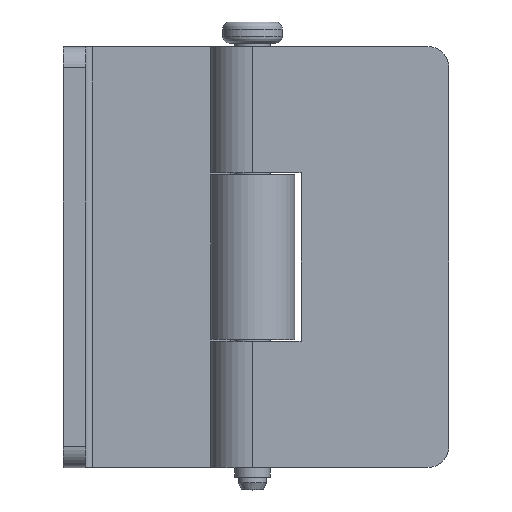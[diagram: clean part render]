
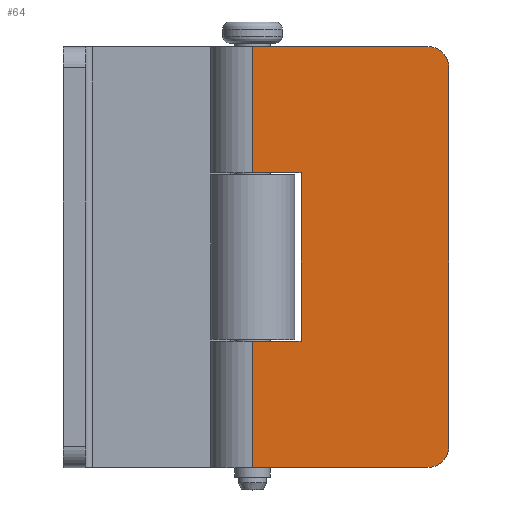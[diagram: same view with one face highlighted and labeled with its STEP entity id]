
A CAD part, top view. The second image highlights one B-rep face of the part: STEP entity #64.
In plain terms, the highlighted planar face has unit normal (0, 0, 1).
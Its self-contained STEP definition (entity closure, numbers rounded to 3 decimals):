
#64=ADVANCED_FACE('',(#140),#1149,.T.);
#140=FACE_OUTER_BOUND('',#216,.T.);
#216=EDGE_LOOP('',(#412,#413,#414,#415,#416,#417,#418,#419,#420,#421));
#412=ORIENTED_EDGE('',*,*,#672,.F.);
#413=ORIENTED_EDGE('',*,*,#700,.F.);
#414=ORIENTED_EDGE('',*,*,#689,.T.);
#415=ORIENTED_EDGE('',*,*,#690,.T.);
#416=ORIENTED_EDGE('',*,*,#688,.T.);
#417=ORIENTED_EDGE('',*,*,#673,.F.);
#418=ORIENTED_EDGE('',*,*,#670,.T.);
#419=ORIENTED_EDGE('',*,*,#708,.T.);
#420=ORIENTED_EDGE('',*,*,#671,.T.);
#421=ORIENTED_EDGE('',*,*,#710,.T.);
#670=EDGE_CURVE('',#1044,#1064,#968,.T.);
#671=EDGE_CURVE('',#1066,#1065,#969,.T.);
#672=EDGE_CURVE('',#1045,#1067,#970,.T.);
#673=EDGE_CURVE('',#1044,#1053,#971,.T.);
#688=EDGE_CURVE('',#1052,#1053,#981,.T.);
#689=EDGE_CURVE('',#1054,#1055,#982,.T.);
#690=EDGE_CURVE('',#1055,#1052,#983,.T.);
#700=EDGE_CURVE('',#1054,#1045,#989,.T.);
#708=EDGE_CURVE('',#1064,#1066,#807,.T.);
#710=EDGE_CURVE('',#1065,#1067,#809,.T.);
#807=TRIMMED_CURVE($,#875,(#1981),(#1982),.T.,.CARTESIAN.);
#809=TRIMMED_CURVE($,#877,(#1987),(#1988),.T.,.CARTESIAN.);
#875=CIRCLE('',#1332,3.);
#877=CIRCLE('',#1334,3.);
#968=B_SPLINE_CURVE_WITH_KNOTS('',1,(#1896,#1897),.UNSPECIFIED.,.F.,.F.,
(2,2),(27.,52.),.UNSPECIFIED.);
#969=B_SPLINE_CURVE_WITH_KNOTS('',1,(#1898,#1899),.UNSPECIFIED.,.F.,.F.,
(2,2),(3.,57.),.UNSPECIFIED.);
#970=B_SPLINE_CURVE_WITH_KNOTS('',1,(#1900,#1901),.UNSPECIFIED.,.F.,.F.,
(2,2),(27.,52.),.UNSPECIFIED.);
#971=B_SPLINE_CURVE_WITH_KNOTS('',1,(#1902,#1903),.UNSPECIFIED.,.F.,.F.,
(2,2),(0.,18.),.UNSPECIFIED.);
#981=B_SPLINE_CURVE_WITH_KNOTS('',1,(#1936,#1937),.UNSPECIFIED.,.F.,.F.,
(2,2),(-97.131,-90.214),.UNSPECIFIED.);
#982=B_SPLINE_CURVE_WITH_KNOTS('',1,(#1938,#1939),.UNSPECIFIED.,.F.,.F.,
(2,2),(-46.,-39.083),.UNSPECIFIED.);
#983=B_SPLINE_CURVE_WITH_KNOTS('',1,(#1940,#1941),.UNSPECIFIED.,.F.,.F.,
(2,2),(-39.083,-15.083),.UNSPECIFIED.);
#989=B_SPLINE_CURVE_WITH_KNOTS('',1,(#1964,#1965),.UNSPECIFIED.,.F.,.F.,
(2,2),(42.,60.),.UNSPECIFIED.);
#1044=VERTEX_POINT('',#1868);
#1045=VERTEX_POINT('',#1869);
#1052=VERTEX_POINT('',#1876);
#1053=VERTEX_POINT('',#1877);
#1054=VERTEX_POINT('',#1878);
#1055=VERTEX_POINT('',#1879);
#1064=VERTEX_POINT('',#1888);
#1065=VERTEX_POINT('',#1889);
#1066=VERTEX_POINT('',#1890);
#1067=VERTEX_POINT('',#1891);
#1149=PLANE('',#1309);
#1309=AXIS2_PLACEMENT_3D('',#1853,#1469,$);
#1332=AXIS2_PLACEMENT_3D($,#1980,#1500,#1501);
#1334=AXIS2_PLACEMENT_3D($,#1986,#1504,#1505);
#1469=DIRECTION('',(0.,0.,1.));
#1500=DIRECTION('',(0.,0.,1.));
#1501=DIRECTION('',(0.,-1.,0.));
#1504=DIRECTION('',(0.,0.,1.));
#1505=DIRECTION('',(1.,0.,0.));
#1853=CARTESIAN_POINT('',(16.269,-30.,19.868));
#1868=CARTESIAN_POINT('',(16.269,-30.,19.868));
#1869=CARTESIAN_POINT('',(16.269,30.,19.868));
#1876=CARTESIAN_POINT('',(23.186,-12.,19.868));
#1877=CARTESIAN_POINT('',(16.269,-12.,19.868));
#1878=CARTESIAN_POINT('',(16.269,12.,19.868));
#1879=CARTESIAN_POINT('',(23.186,12.,19.868));
#1888=CARTESIAN_POINT('',(41.269,-30.,19.868));
#1889=CARTESIAN_POINT('',(44.269,27.,19.868));
#1890=CARTESIAN_POINT('',(44.269,-27.,19.868));
#1891=CARTESIAN_POINT('',(41.269,30.,19.868));
#1896=CARTESIAN_POINT('',(16.269,-30.,19.868));
#1897=CARTESIAN_POINT('',(41.269,-30.,19.868));
#1898=CARTESIAN_POINT('',(44.269,-27.,19.868));
#1899=CARTESIAN_POINT('',(44.269,27.,19.868));
#1900=CARTESIAN_POINT('',(16.269,30.,19.868));
#1901=CARTESIAN_POINT('',(41.269,30.,19.868));
#1902=CARTESIAN_POINT('',(16.269,-30.,19.868));
#1903=CARTESIAN_POINT('',(16.269,-12.,19.868));
#1936=CARTESIAN_POINT('',(23.186,-12.,19.868));
#1937=CARTESIAN_POINT('',(16.269,-12.,19.868));
#1938=CARTESIAN_POINT('',(16.269,12.,19.868));
#1939=CARTESIAN_POINT('',(23.186,12.,19.868));
#1940=CARTESIAN_POINT('',(23.186,12.,19.868));
#1941=CARTESIAN_POINT('',(23.186,-12.,19.868));
#1964=CARTESIAN_POINT('',(16.269,12.,19.868));
#1965=CARTESIAN_POINT('',(16.269,30.,19.868));
#1980=CARTESIAN_POINT('',(41.269,-27.,19.868));
#1981=CARTESIAN_POINT('',(41.269,-30.,19.868));
#1982=CARTESIAN_POINT('',(44.269,-27.,19.868));
#1986=CARTESIAN_POINT('',(41.269,27.,19.868));
#1987=CARTESIAN_POINT('',(44.269,27.,19.868));
#1988=CARTESIAN_POINT('',(41.269,30.,19.868));
